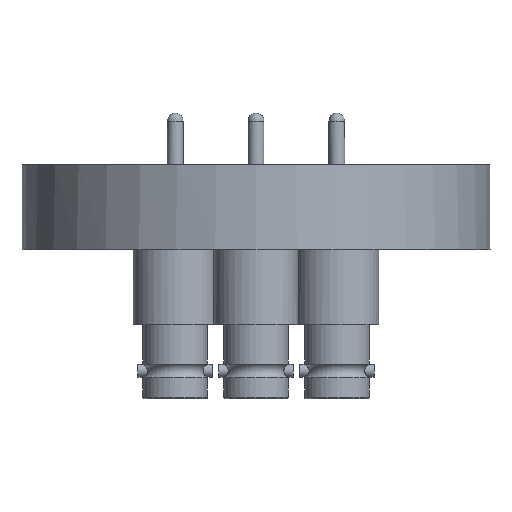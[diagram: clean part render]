
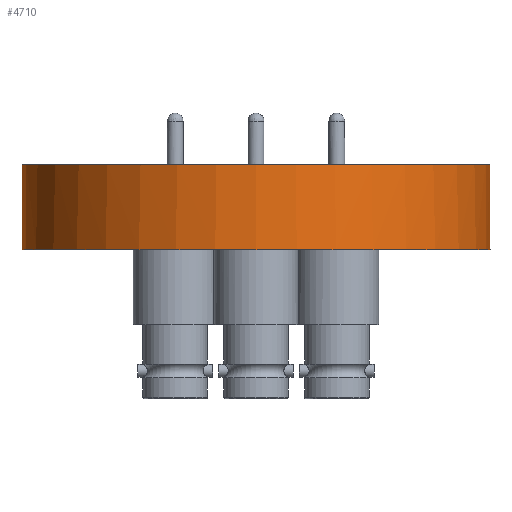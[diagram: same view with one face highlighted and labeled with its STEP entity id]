
A CAD part, left-side view. The second image highlights one B-rep face of the part: STEP entity #4710.
In plain terms, the highlighted cylindrical face has radius 34.925 mm (diameter 69.85 mm), a full revolution.
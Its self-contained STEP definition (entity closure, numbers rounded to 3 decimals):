
#7 = FACE_OUTER_BOUND ( 'NONE', #2057, .T. ) ;
#29 = VERTEX_POINT ( 'NONE', #3963 ) ;
#31 = CARTESIAN_POINT ( 'NONE',  ( -34.925, 0., 0. ) ) ;
#83 = CARTESIAN_POINT ( 'NONE',  ( 0., 0., 12.7 ) ) ;
#273 = AXIS2_PLACEMENT_3D ( 'NONE', #83, #620, #6601 ) ;
#400 = CIRCLE ( 'NONE', #3444, 34.925 ) ;
#620 = DIRECTION ( 'NONE',  ( 0., 0., -1. ) ) ;
#983 = EDGE_CURVE ( 'NONE', #6444, #5765, #1095, .T. ) ;
#1004 = ORIENTED_EDGE ( 'NONE', *, *, #6153, .T. ) ;
#1095 = CIRCLE ( 'NONE', #1498, 34.925 ) ;
#1154 = AXIS2_PLACEMENT_3D ( 'NONE', #6430, #5977, #4246 ) ;
#1182 = DIRECTION ( 'NONE',  ( -1., 0., 0. ) ) ;
#1321 = ORIENTED_EDGE ( 'NONE', *, *, #3750, .T. ) ;
#1480 = CARTESIAN_POINT ( 'NONE',  ( -0.787, -34.916, 12.192 ) ) ;
#1498 = AXIS2_PLACEMENT_3D ( 'NONE', #3462, #5670, #2936 ) ;
#1705 = VERTEX_POINT ( 'NONE', #6646 ) ;
#1801 = DIRECTION ( 'NONE',  ( 0., 0., -1. ) ) ;
#1823 = VERTEX_POINT ( 'NONE', #4673 ) ;
#1887 = CYLINDRICAL_SURFACE ( 'NONE', #273, 34.925 ) ;
#2021 = CIRCLE ( 'NONE', #5454, 34.925 ) ;
#2057 = EDGE_LOOP ( 'NONE', ( #1004, #4322, #2160, #5861, #6497, #5184, #1321, #3905 ) ) ;
#2160 = ORIENTED_EDGE ( 'NONE', *, *, #6187, .T. ) ;
#2190 = EDGE_CURVE ( 'NONE', #29, #1823, #4822, .T. ) ;
#2227 = DIRECTION ( 'NONE',  ( 0., 0., 1. ) ) ;
#2489 = VERTEX_POINT ( 'NONE', #1480 ) ;
#2619 = DIRECTION ( 'NONE',  ( -1., 0., 0. ) ) ;
#2732 = LINE ( 'NONE', #6194, #5392 ) ;
#2891 = EDGE_CURVE ( 'NONE', #2489, #1705, #2732, .T. ) ;
#2936 = DIRECTION ( 'NONE',  ( -1., 0., 0. ) ) ;
#2960 = CARTESIAN_POINT ( 'NONE',  ( 0.787, -34.916, 12.192 ) ) ;
#3147 = DIRECTION ( 'NONE',  ( -1., 0., 0. ) ) ;
#3159 = DIRECTION ( 'NONE',  ( 0., 0., -1. ) ) ;
#3176 = EDGE_CURVE ( 'NONE', #1705, #6809, #400, .T. ) ;
#3393 = EDGE_CURVE ( 'NONE', #4677, #4677, #3499, .T. ) ;
#3444 = AXIS2_PLACEMENT_3D ( 'NONE', #4177, #7003, #2619 ) ;
#3462 = CARTESIAN_POINT ( 'NONE',  ( 0., 0., 12.192 ) ) ;
#3499 = CIRCLE ( 'NONE', #5310, 34.925 ) ;
#3724 = DIRECTION ( 'NONE',  ( 0., 0., -1. ) ) ;
#3750 = EDGE_CURVE ( 'NONE', #6809, #5765, #6659, .T. ) ;
#3773 = CARTESIAN_POINT ( 'NONE',  ( 0., 0., 12.192 ) ) ;
#3905 = ORIENTED_EDGE ( 'NONE', *, *, #983, .F. ) ;
#3916 = CARTESIAN_POINT ( 'NONE',  ( 0., 0., 0. ) ) ;
#3963 = CARTESIAN_POINT ( 'NONE',  ( 0.787, 34.916, 12.7 ) ) ;
#4177 = CARTESIAN_POINT ( 'NONE',  ( 0., 0., 12.7 ) ) ;
#4209 = CARTESIAN_POINT ( 'NONE',  ( 0.787, -34.916, 12.192 ) ) ;
#4246 = DIRECTION ( 'NONE',  ( -1., 0., 0. ) ) ;
#4274 = CARTESIAN_POINT ( 'NONE',  ( -0.787, 34.916, 12.7 ) ) ;
#4322 = ORIENTED_EDGE ( 'NONE', *, *, #2190, .T. ) ;
#4567 = ORIENTED_EDGE ( 'NONE', *, *, #3393, .T. ) ;
#4673 = CARTESIAN_POINT ( 'NONE',  ( 0.787, -34.916, 12.7 ) ) ;
#4677 = VERTEX_POINT ( 'NONE', #31 ) ;
#4710 = ADVANCED_FACE ( 'NONE', ( #7, #4828 ), #1887, .T. ) ;
#4746 = DIRECTION ( 'NONE',  ( 0., 0., 1. ) ) ;
#4822 = CIRCLE ( 'NONE', #1154, 34.925 ) ;
#4828 = FACE_OUTER_BOUND ( 'NONE', #6873, .T. ) ;
#4902 = VECTOR ( 'NONE', #3159, 1000. ) ;
#5184 = ORIENTED_EDGE ( 'NONE', *, *, #3176, .T. ) ;
#5310 = AXIS2_PLACEMENT_3D ( 'NONE', #3916, #2227, #1182 ) ;
#5337 = VERTEX_POINT ( 'NONE', #2960 ) ;
#5392 = VECTOR ( 'NONE', #6148, 1000. ) ;
#5454 = AXIS2_PLACEMENT_3D ( 'NONE', #3773, #3724, #3147 ) ;
#5538 = CARTESIAN_POINT ( 'NONE',  ( 0.787, 34.916, 12.192 ) ) ;
#5670 = DIRECTION ( 'NONE',  ( 0., 0., 1. ) ) ;
#5684 = CARTESIAN_POINT ( 'NONE',  ( -0.787, 34.916, 12.192 ) ) ;
#5765 = VERTEX_POINT ( 'NONE', #6566 ) ;
#5821 = VECTOR ( 'NONE', #4746, 1000. ) ;
#5861 = ORIENTED_EDGE ( 'NONE', *, *, #6739, .T. ) ;
#5865 = CARTESIAN_POINT ( 'NONE',  ( 0.787, 34.916, 12.192 ) ) ;
#5977 = DIRECTION ( 'NONE',  ( 0., 0., -1. ) ) ;
#6148 = DIRECTION ( 'NONE',  ( 0., 0., 1. ) ) ;
#6153 = EDGE_CURVE ( 'NONE', #6444, #29, #6845, .T. ) ;
#6187 = EDGE_CURVE ( 'NONE', #1823, #5337, #6590, .T. ) ;
#6194 = CARTESIAN_POINT ( 'NONE',  ( -0.787, -34.916, 12.192 ) ) ;
#6430 = CARTESIAN_POINT ( 'NONE',  ( 0., 0., 12.7 ) ) ;
#6444 = VERTEX_POINT ( 'NONE', #5538 ) ;
#6497 = ORIENTED_EDGE ( 'NONE', *, *, #2891, .T. ) ;
#6566 = CARTESIAN_POINT ( 'NONE',  ( -0.787, 34.916, 12.192 ) ) ;
#6590 = LINE ( 'NONE', #4209, #4902 ) ;
#6601 = DIRECTION ( 'NONE',  ( -1., 0., 0. ) ) ;
#6646 = CARTESIAN_POINT ( 'NONE',  ( -0.787, -34.916, 12.7 ) ) ;
#6659 = LINE ( 'NONE', #5684, #6733 ) ;
#6733 = VECTOR ( 'NONE', #1801, 1000. ) ;
#6739 = EDGE_CURVE ( 'NONE', #5337, #2489, #2021, .T. ) ;
#6809 = VERTEX_POINT ( 'NONE', #4274 ) ;
#6845 = LINE ( 'NONE', #5865, #5821 ) ;
#6873 = EDGE_LOOP ( 'NONE', ( #4567 ) ) ;
#7003 = DIRECTION ( 'NONE',  ( 0., 0., -1. ) ) ;
